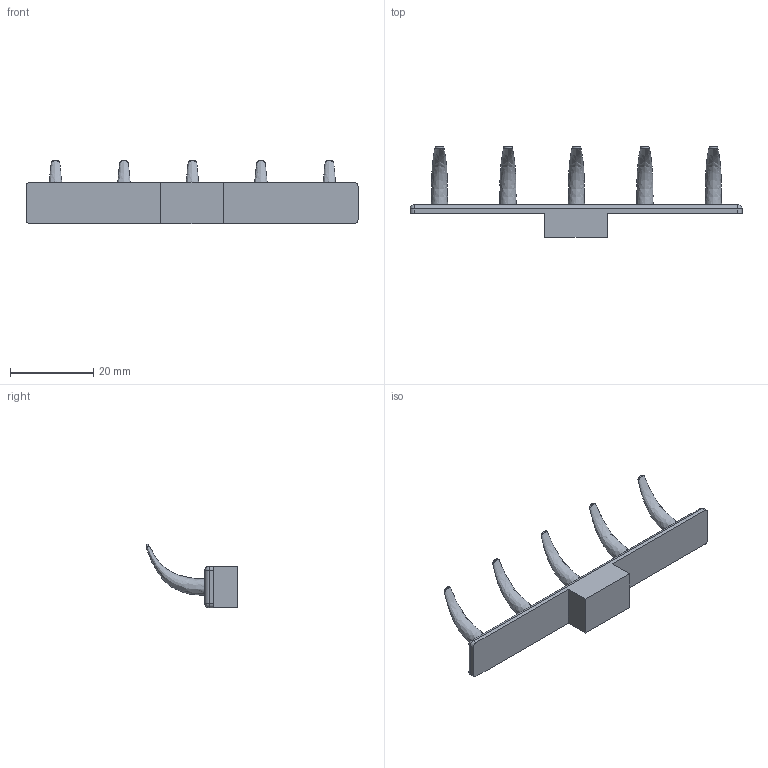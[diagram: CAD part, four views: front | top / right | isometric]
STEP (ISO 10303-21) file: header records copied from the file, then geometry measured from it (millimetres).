
FILE_DESCRIPTION(/* description */ ('STEP AP242','CAx-IF Rec.Pracs.---Representation and Presentation of Product Manufacturing Information (PMI)---4.0---2014-10-13','CAx-IF Rec.Pracs.---3D Tessellated Geometry---0.4---2014-09-14','2;1'),/* implementation_level */ '2;1');
FILE_NAME(/* name */ '661d88c089d8d33628853b4d',/* time_stamp */ '2024-04-15T20:06:25Z',/* author */ (''),/* organization */ (''),/* preprocessor_version */ 'ST-DEVELOPER v20',/* originating_system */ ' ',/* authorisation */ ' ');
FILE_SCHEMA (('AP242_MANAGED_MODEL_BASED_3D_ENGINEERING_MIM_LF { 1 0 10303 442 1 1 4 }'));
Length unit declared in the file: metre
Products named in the file (1): Hooks
Bounding box: 80 x 21.8 x 15.35 mm (x, y, z)
Volume: 3127.4 mm3; surface area: 2993.6 mm2
Topology: 1 solids, 1 shells, 52 faces, 127 edges, 68 vertices
Faces by surface type: bspline 25, plane 15, cylinder 8, sphere 4
Entity records: 8366 total; most frequent: CARTESIAN_POINT 7436, ORIENTED_EDGE 206, DIRECTION 130, EDGE_CURVE 103, VERTEX_POINT 63, EDGE_LOOP 62, FACE_BOUND 62, ADVANCED_FACE 52
